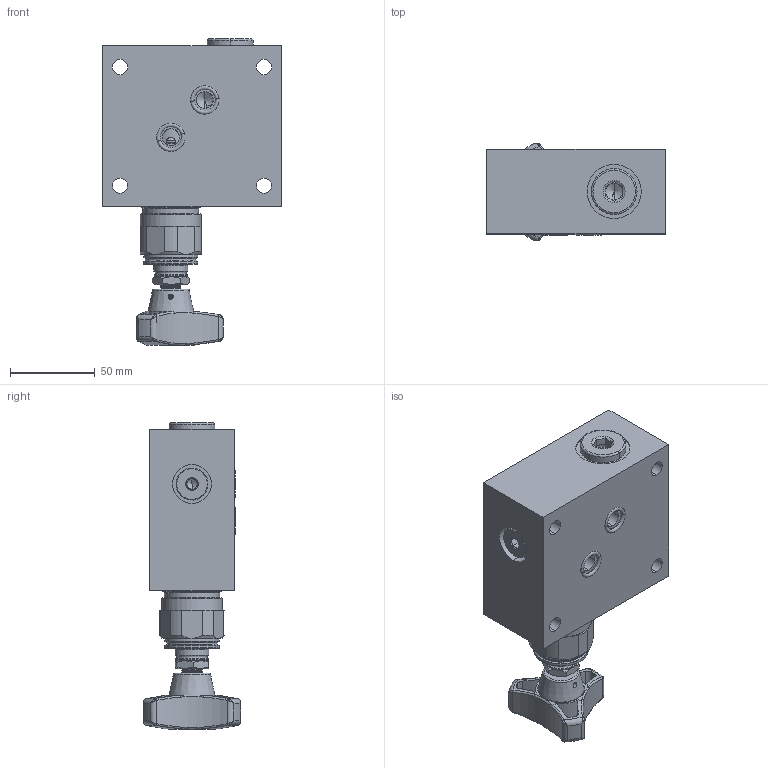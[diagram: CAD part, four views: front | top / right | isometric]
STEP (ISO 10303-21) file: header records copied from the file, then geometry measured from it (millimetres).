
FILE_DESCRIPTION(/* description */ (''),/* implementation_level */ '2;1');
FILE_NAME(/* name */ 'DC10P-1XJ.stp',/* time_stamp */ '2024-08-02T14:09:59+08:00',/* author */ (''),/* organization */ (''),/* preprocessor_version */ 'ST-DEVELOPER v16.7',/* originating_system */ 'SIEMENS PLM Software NX 12.0',/* authorisation */ '');
FILE_SCHEMA (('AUTOMOTIVE_DESIGN { 1 0 10303 214 3 1 1 1 }'));
Products named in the file (1): DC10P-1XJ
Bounding box: 105 x 57.72 x 180.5 mm (x, y, z)
Volume: 506472.8 mm3; surface area: 121928.9 mm2
Topology: 31 solids, 31 shells, 913 faces, 2154 edges, 1302 vertices
Faces by surface type: plane 354, cylinder 288, cone 139, bspline 75, torus 56, sphere 1
Full cylindrical faces by diameter (mm): 1 x1, 1.5 x2, 2 x1, 3 x2, 3.1 x2, 3.5 x1, 4.3 x1, 4.5 x4, 5.4 x6, 5.5 x5, 5.7 x1, 6 x3, 6.1 x6, 6.2 x3, 7.3 x1, 7.8 x1, 10 x4, 10.2 x1, 11.7 x2, 12.4 x1, 13 x2, 13.4 x1, 16 x1, 17 x1, 19 x1, 19.7 x1, 20 x1, 21.3 x1, 21.85 x1, 22 x4
Entity records: 46920 total; most frequent: CARTESIAN_POINT 27803, DIRECTION 3780, ORIENTED_EDGE 3770, EDGE_CURVE 1885, AXIS2_PLACEMENT_3D 1581, VERTEX_POINT 1242, EDGE_LOOP 1180, ADVANCED_FACE 909
